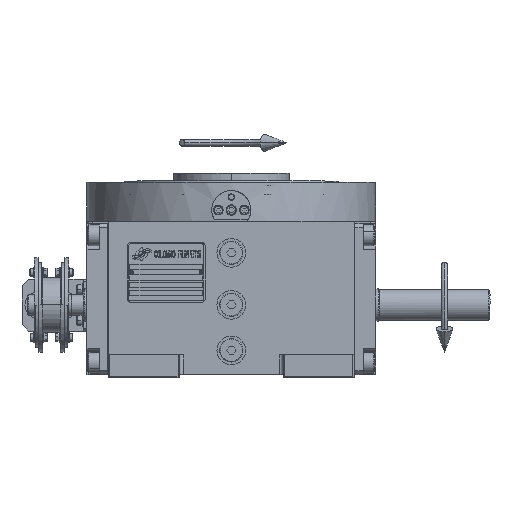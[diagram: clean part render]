
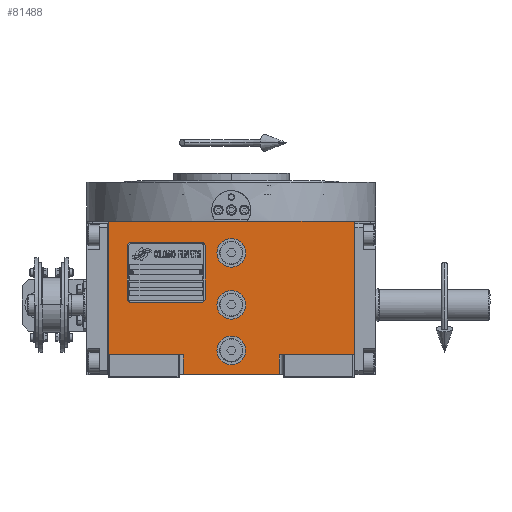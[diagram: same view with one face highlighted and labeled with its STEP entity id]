
A CAD part, top view. The second image highlights one B-rep face of the part: STEP entity #81488.
In plain terms, the highlighted planar face has unit normal (0, 0, 1).
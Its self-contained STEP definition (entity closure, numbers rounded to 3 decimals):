
#408 = VERTEX_POINT ( 'NONE', #63302 ) ;
#1689 = VERTEX_POINT ( 'NONE', #39036 ) ;
#3364 = ORIENTED_EDGE ( 'NONE', *, *, #79025, .F. ) ;
#4538 = DIRECTION ( 'NONE',  ( 0., 0., 1. ) ) ;
#4884 = EDGE_CURVE ( 'NONE', #92759, #51517, #106657, .T. ) ;
#5172 = EDGE_CURVE ( 'NONE', #16843, #16447, #37577, .T. ) ;
#7595 = EDGE_LOOP ( 'NONE', ( #44571, #48568 ) ) ;
#8691 = DIRECTION ( 'NONE',  ( 1., 0., 0. ) ) ;
#8895 = ORIENTED_EDGE ( 'NONE', *, *, #43788, .F. ) ;
#13611 = ORIENTED_EDGE ( 'NONE', *, *, #106473, .F. ) ;
#14682 = CARTESIAN_POINT ( 'NONE',  ( -94.5, -53.5, 163.5 ) ) ;
#15146 = VECTOR ( 'NONE', #108877, 1000. ) ;
#15988 = EDGE_CURVE ( 'NONE', #115603, #50886, #84775, .T. ) ;
#16447 = VERTEX_POINT ( 'NONE', #104656 ) ;
#16843 = VERTEX_POINT ( 'NONE', #43117 ) ;
#20188 = LINE ( 'NONE', #45574, #74018 ) ;
#20645 = CARTESIAN_POINT ( 'NONE',  ( 11., -35., 163.5 ) ) ;
#20660 = EDGE_LOOP ( 'NONE', ( #13611, #22752 ) ) ;
#20983 = AXIS2_PLACEMENT_3D ( 'NONE', #40253, #112854, #23137 ) ;
#21009 = DIRECTION ( 'NONE',  ( -1., 0., 0. ) ) ;
#22752 = ORIENTED_EDGE ( 'NONE', *, *, #35463, .F. ) ;
#23137 = DIRECTION ( 'NONE',  ( 1., 0., 0. ) ) ;
#24836 = ORIENTED_EDGE ( 'NONE', *, *, #51443, .F. ) ;
#25002 = AXIS2_PLACEMENT_3D ( 'NONE', #14682, #50678, #63056 ) ;
#25180 = DIRECTION ( 'NONE',  ( 0., 0., 1. ) ) ;
#26927 = EDGE_CURVE ( 'NONE', #115603, #52741, #66813, .T. ) ;
#29348 = EDGE_CURVE ( 'NONE', #43497, #113059, #63236, .T. ) ;
#29362 = CARTESIAN_POINT ( 'NONE',  ( 94.5, 64.5, 163.5 ) ) ;
#30559 = CARTESIAN_POINT ( 'NONE',  ( 37., -38.5, 163.5 ) ) ;
#30796 = VECTOR ( 'NONE', #107477, 1000. ) ;
#32798 = VECTOR ( 'NONE', #56551, 1000. ) ;
#32917 = ORIENTED_EDGE ( 'NONE', *, *, #15988, .T. ) ;
#33760 = CARTESIAN_POINT ( 'NONE',  ( -37., -38.5, 163.5 ) ) ;
#34144 = CARTESIAN_POINT ( 'NONE',  ( 0., -35., 163.5 ) ) ;
#34721 = FACE_BOUND ( 'NONE', #20660, .T. ) ;
#34938 = VERTEX_POINT ( 'NONE', #20645 ) ;
#35463 = EDGE_CURVE ( 'NONE', #408, #1689, #53953, .T. ) ;
#35885 = DIRECTION ( 'NONE',  ( 0., 0., 1. ) ) ;
#37577 = CIRCLE ( 'NONE', #112997, 11. ) ;
#38584 = CARTESIAN_POINT ( 'NONE',  ( -37., -53.5, 163.5 ) ) ;
#39036 = CARTESIAN_POINT ( 'NONE',  ( 11., 0., 163.5 ) ) ;
#39767 = ORIENTED_EDGE ( 'NONE', *, *, #77694, .F. ) ;
#39927 = DIRECTION ( 'NONE',  ( -1., 0., 0. ) ) ;
#40145 = AXIS2_PLACEMENT_3D ( 'NONE', #56995, #74710, #21009 ) ;
#40253 = CARTESIAN_POINT ( 'NONE',  ( 0., 0., 163.5 ) ) ;
#40564 = ORIENTED_EDGE ( 'NONE', *, *, #29348, .T. ) ;
#41088 = ORIENTED_EDGE ( 'NONE', *, *, #26927, .F. ) ;
#42483 = AXIS2_PLACEMENT_3D ( 'NONE', #34144, #35885, #44719 ) ;
#43117 = CARTESIAN_POINT ( 'NONE',  ( 11., 40., 163.5 ) ) ;
#43497 = VERTEX_POINT ( 'NONE', #51996 ) ;
#43788 = EDGE_CURVE ( 'NONE', #52741, #113059, #58276, .T. ) ;
#44034 = CARTESIAN_POINT ( 'NONE',  ( 0., -35., 163.5 ) ) ;
#44415 = ORIENTED_EDGE ( 'NONE', *, *, #54811, .T. ) ;
#44450 = CARTESIAN_POINT ( 'NONE',  ( -94.5, -38.5, 163.5 ) ) ;
#44571 = ORIENTED_EDGE ( 'NONE', *, *, #5172, .F. ) ;
#44719 = DIRECTION ( 'NONE',  ( -1., 0., 0. ) ) ;
#44774 = VERTEX_POINT ( 'NONE', #72666 ) ;
#45574 = CARTESIAN_POINT ( 'NONE',  ( 37., -38.5, 163.5 ) ) ;
#47643 = CARTESIAN_POINT ( 'NONE',  ( 37., -53.5, 163.5 ) ) ;
#48568 = ORIENTED_EDGE ( 'NONE', *, *, #108975, .F. ) ;
#49317 = CARTESIAN_POINT ( 'NONE',  ( 0., 40., 163.5 ) ) ;
#49902 = CARTESIAN_POINT ( 'NONE',  ( 37., -38.5, 163.5 ) ) ;
#49965 = DIRECTION ( 'NONE',  ( 1., 0., 0. ) ) ;
#50000 = CARTESIAN_POINT ( 'NONE',  ( -37., -53.5, 163.5 ) ) ;
#50678 = DIRECTION ( 'NONE',  ( 0., 0., 1. ) ) ;
#50886 = VERTEX_POINT ( 'NONE', #33760 ) ;
#51443 = EDGE_CURVE ( 'NONE', #78735, #51517, #60483, .T. ) ;
#51517 = VERTEX_POINT ( 'NONE', #47643 ) ;
#51996 = CARTESIAN_POINT ( 'NONE',  ( 94.5, -38.5, 163.5 ) ) ;
#52741 = VERTEX_POINT ( 'NONE', #111429 ) ;
#53953 = CIRCLE ( 'NONE', #57733, 11. ) ;
#54593 = VECTOR ( 'NONE', #49965, 1000. ) ;
#54811 = EDGE_CURVE ( 'NONE', #78735, #43497, #20188, .T. ) ;
#56206 = CARTESIAN_POINT ( 'NONE',  ( -94.5, -38.5, 163.5 ) ) ;
#56551 = DIRECTION ( 'NONE',  ( 0., -1., 0. ) ) ;
#56995 = CARTESIAN_POINT ( 'NONE',  ( 0., 40., 163.5 ) ) ;
#57622 = CARTESIAN_POINT ( 'NONE',  ( -94.5, -38.5, 163.5 ) ) ;
#57651 = CARTESIAN_POINT ( 'NONE',  ( 0., 0., 163.5 ) ) ;
#57733 = AXIS2_PLACEMENT_3D ( 'NONE', #57651, #4538, #39927 ) ;
#58276 = LINE ( 'NONE', #85981, #54593 ) ;
#59952 = DIRECTION ( 'NONE',  ( 1., 0., 0. ) ) ;
#60483 = LINE ( 'NONE', #30559, #32798 ) ;
#63056 = DIRECTION ( 'NONE',  ( 1., 0., 0. ) ) ;
#63236 = LINE ( 'NONE', #98043, #30796 ) ;
#63302 = CARTESIAN_POINT ( 'NONE',  ( -11., 0., 163.5 ) ) ;
#66813 = LINE ( 'NONE', #56206, #92794 ) ;
#68404 = FACE_BOUND ( 'NONE', #7595, .T. ) ;
#72666 = CARTESIAN_POINT ( 'NONE',  ( -11., -35., 163.5 ) ) ;
#74018 = VECTOR ( 'NONE', #81576, 1000. ) ;
#74710 = DIRECTION ( 'NONE',  ( 0., 0., 1. ) ) ;
#77048 = DIRECTION ( 'NONE',  ( 0., 0., 1. ) ) ;
#77694 = EDGE_CURVE ( 'NONE', #34938, #44774, #91145, .T. ) ;
#77884 = CIRCLE ( 'NONE', #40145, 11. ) ;
#78735 = VERTEX_POINT ( 'NONE', #49902 ) ;
#79025 = EDGE_CURVE ( 'NONE', #92759, #50886, #99434, .T. ) ;
#80031 = DIRECTION ( 'NONE',  ( 1., 0., 0. ) ) ;
#80151 = CIRCLE ( 'NONE', #42483, 11. ) ;
#81488 = ADVANCED_FACE ( 'NONE', ( #34721, #115003, #68404, #104388 ), #95526, .T. ) ;
#81576 = DIRECTION ( 'NONE',  ( 1., 0., 0. ) ) ;
#82132 = EDGE_LOOP ( 'NONE', ( #105404, #24836, #44415, #40564, #8895, #41088, #32917, #3364 ) ) ;
#84775 = LINE ( 'NONE', #57622, #95959 ) ;
#85981 = CARTESIAN_POINT ( 'NONE',  ( -94.5, 64.5, 163.5 ) ) ;
#86928 = CIRCLE ( 'NONE', #20983, 11. ) ;
#89533 = CARTESIAN_POINT ( 'NONE',  ( -37., -53.5, 163.5 ) ) ;
#89862 = EDGE_LOOP ( 'NONE', ( #39767, #95087 ) ) ;
#91145 = CIRCLE ( 'NONE', #94925, 11. ) ;
#92759 = VERTEX_POINT ( 'NONE', #50000 ) ;
#92794 = VECTOR ( 'NONE', #101035, 1000. ) ;
#94925 = AXIS2_PLACEMENT_3D ( 'NONE', #44034, #25180, #80031 ) ;
#95087 = ORIENTED_EDGE ( 'NONE', *, *, #112871, .F. ) ;
#95526 = PLANE ( 'NONE',  #25002 ) ;
#95959 = VECTOR ( 'NONE', #104207, 1000. ) ;
#98043 = CARTESIAN_POINT ( 'NONE',  ( 94.5, -38.5, 163.5 ) ) ;
#99434 = LINE ( 'NONE', #38584, #15146 ) ;
#101035 = DIRECTION ( 'NONE',  ( 0., 1., 0. ) ) ;
#104207 = DIRECTION ( 'NONE',  ( 1., 0., 0. ) ) ;
#104388 = FACE_OUTER_BOUND ( 'NONE', #82132, .T. ) ;
#104656 = CARTESIAN_POINT ( 'NONE',  ( -11., 40., 163.5 ) ) ;
#105404 = ORIENTED_EDGE ( 'NONE', *, *, #4884, .T. ) ;
#106473 = EDGE_CURVE ( 'NONE', #1689, #408, #86928, .T. ) ;
#106657 = LINE ( 'NONE', #89533, #110973 ) ;
#107477 = DIRECTION ( 'NONE',  ( 0., 1., 0. ) ) ;
#108877 = DIRECTION ( 'NONE',  ( 0., 1., 0. ) ) ;
#108975 = EDGE_CURVE ( 'NONE', #16447, #16843, #77884, .T. ) ;
#110973 = VECTOR ( 'NONE', #8691, 1000. ) ;
#111429 = CARTESIAN_POINT ( 'NONE',  ( -94.5, 64.5, 163.5 ) ) ;
#112854 = DIRECTION ( 'NONE',  ( 0., 0., 1. ) ) ;
#112871 = EDGE_CURVE ( 'NONE', #44774, #34938, #80151, .T. ) ;
#112997 = AXIS2_PLACEMENT_3D ( 'NONE', #49317, #77048, #59952 ) ;
#113059 = VERTEX_POINT ( 'NONE', #29362 ) ;
#115003 = FACE_BOUND ( 'NONE', #89862, .T. ) ;
#115603 = VERTEX_POINT ( 'NONE', #44450 ) ;
